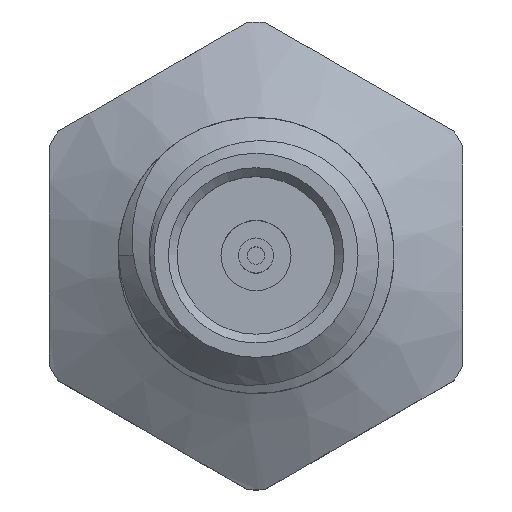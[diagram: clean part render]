
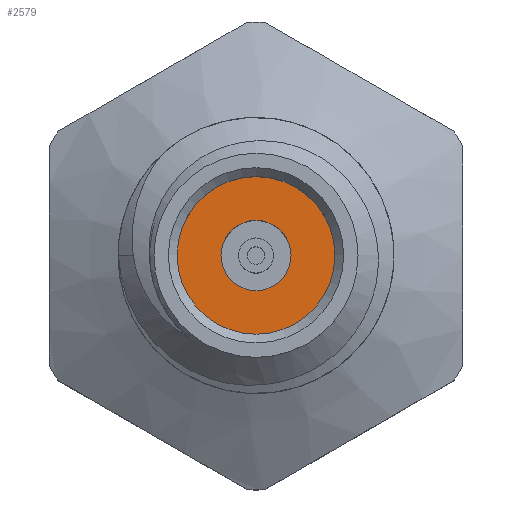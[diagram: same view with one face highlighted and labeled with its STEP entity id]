
A CAD part, top view. The second image highlights one B-rep face of the part: STEP entity #2579.
In plain terms, the highlighted planar face has unit normal (0, 0, 1).
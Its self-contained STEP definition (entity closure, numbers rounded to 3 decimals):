
#96 = FACE_BOUND ( 'NONE', #1622, .T. ) ;
#255 = CARTESIAN_POINT ( 'NONE',  ( 0., 0., 4.369 ) ) ;
#259 = ORIENTED_EDGE ( 'NONE', *, *, #1474, .T. ) ;
#605 = CARTESIAN_POINT ( 'NONE',  ( 0., 0., 4.369 ) ) ;
#669 = CARTESIAN_POINT ( 'NONE',  ( 0.508, 0., 4.369 ) ) ;
#832 = EDGE_LOOP ( 'NONE', ( #259 ) ) ;
#871 = DIRECTION ( 'NONE',  ( -1., 0., 0. ) ) ;
#908 = CARTESIAN_POINT ( 'NONE',  ( 0., 0., 4.369 ) ) ;
#969 = AXIS2_PLACEMENT_3D ( 'NONE', #255, #1268, #871 ) ;
#1146 = CIRCLE ( 'NONE', #1912, 1.143 ) ;
#1150 = EDGE_CURVE ( 'NONE', #1754, #1754, #1676, .T. ) ;
#1152 = ORIENTED_EDGE ( 'NONE', *, *, #1150, .F. ) ;
#1268 = DIRECTION ( 'NONE',  ( 0., 0., -1. ) ) ;
#1330 = DIRECTION ( 'NONE',  ( -1., 0., 0. ) ) ;
#1474 = EDGE_CURVE ( 'NONE', #2242, #2242, #1146, .T. ) ;
#1622 = EDGE_LOOP ( 'NONE', ( #1152 ) ) ;
#1643 = PLANE ( 'NONE',  #969 ) ;
#1676 = CIRCLE ( 'NONE', #1687, 0.508 ) ;
#1687 = AXIS2_PLACEMENT_3D ( 'NONE', #605, #1984, #2001 ) ;
#1730 = DIRECTION ( 'NONE',  ( 0., 0., 1. ) ) ;
#1754 = VERTEX_POINT ( 'NONE', #669 ) ;
#1786 = FACE_OUTER_BOUND ( 'NONE', #832, .T. ) ;
#1873 = CARTESIAN_POINT ( 'NONE',  ( -1.143, 0., 4.369 ) ) ;
#1912 = AXIS2_PLACEMENT_3D ( 'NONE', #908, #1730, #1330 ) ;
#1984 = DIRECTION ( 'NONE',  ( 0., 0., 1. ) ) ;
#2001 = DIRECTION ( 'NONE',  ( 1., 0., 0. ) ) ;
#2242 = VERTEX_POINT ( 'NONE', #1873 ) ;
#2579 = ADVANCED_FACE ( 'NONE', ( #96, #1786 ), #1643, .F. ) ;
